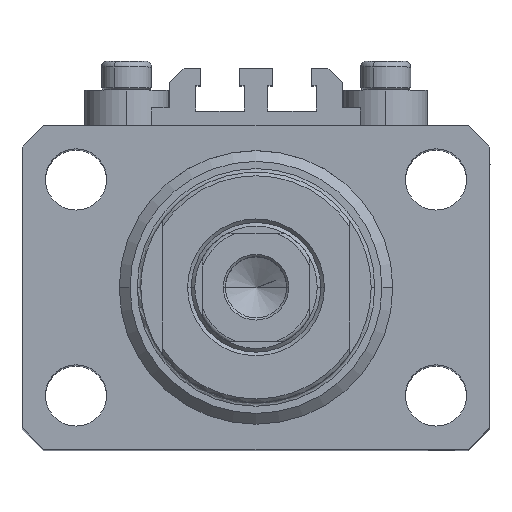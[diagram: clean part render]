
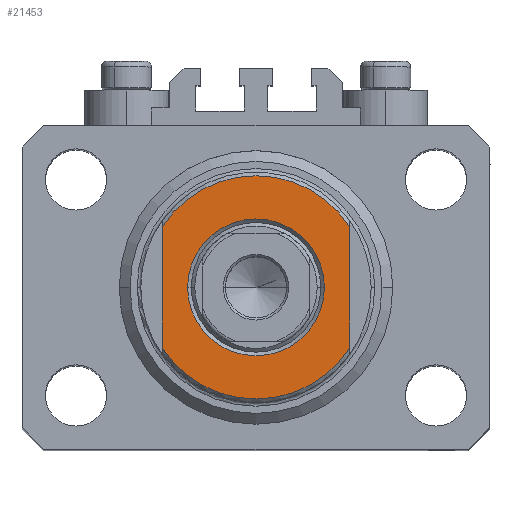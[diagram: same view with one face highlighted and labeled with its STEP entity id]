
A CAD part, top view. The second image highlights one B-rep face of the part: STEP entity #21453.
In plain terms, the highlighted face is planar.
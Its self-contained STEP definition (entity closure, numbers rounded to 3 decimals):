
#517 = EDGE_CURVE ( 'NONE', #38765, #47338, #41383, .T. ) ;
#779 = VERTEX_POINT ( 'NONE', #24343 ) ;
#1277 = CARTESIAN_POINT ( 'NONE',  ( 0., 0., -6.5 ) ) ;
#1810 = DIRECTION ( 'NONE',  ( -1., 0., 0. ) ) ;
#2955 = CARTESIAN_POINT ( 'NONE',  ( -13., 8.441, -6.5 ) ) ;
#2959 = ORIENTED_EDGE ( 'NONE', *, *, #28852, .T. ) ;
#4400 = VERTEX_POINT ( 'NONE', #36508 ) ;
#6340 = EDGE_LOOP ( 'NONE', ( #16906, #19590, #2959, #9749 ) ) ;
#6715 = CARTESIAN_POINT ( 'NONE',  ( 13., 8.441, -6.5 ) ) ;
#7015 = AXIS2_PLACEMENT_3D ( 'NONE', #10017, #13376, #9304 ) ;
#7153 = ORIENTED_EDGE ( 'NONE', *, *, #27301, .T. ) ;
#7428 = DIRECTION ( 'NONE',  ( -1., 0., 0. ) ) ;
#8423 = EDGE_LOOP ( 'NONE', ( #7153, #44668 ) ) ;
#8681 = DIRECTION ( 'NONE',  ( 0., 0., -1. ) ) ;
#8870 = AXIS2_PLACEMENT_3D ( 'NONE', #33268, #36166, #7428 ) ;
#8925 = FACE_BOUND ( 'NONE', #8423, .T. ) ;
#9304 = DIRECTION ( 'NONE',  ( -1., 0., 0. ) ) ;
#9518 = AXIS2_PLACEMENT_3D ( 'NONE', #13123, #20558, #39458 ) ;
#9749 = ORIENTED_EDGE ( 'NONE', *, *, #19727, .F. ) ;
#10017 = CARTESIAN_POINT ( 'NONE',  ( 0., 0., -6.5 ) ) ;
#11047 = EDGE_CURVE ( 'NONE', #779, #34288, #27859, .T. ) ;
#12522 = AXIS2_PLACEMENT_3D ( 'NONE', #1277, #8681, #15874 ) ;
#13123 = CARTESIAN_POINT ( 'NONE',  ( 0., 0., -6.5 ) ) ;
#13376 = DIRECTION ( 'NONE',  ( 0., 0., -1. ) ) ;
#14517 = CARTESIAN_POINT ( 'NONE',  ( -9.5, 0., -6.5 ) ) ;
#14534 = EDGE_CURVE ( 'NONE', #47338, #4400, #23806, .T. ) ;
#14611 = CARTESIAN_POINT ( 'NONE',  ( -13., -43.081, -6.5 ) ) ;
#15874 = DIRECTION ( 'NONE',  ( -1., 0., 0. ) ) ;
#16619 = DIRECTION ( 'NONE',  ( 0., -1., 0. ) ) ;
#16858 = CARTESIAN_POINT ( 'NONE',  ( 13., -43.081, -6.5 ) ) ;
#16906 = ORIENTED_EDGE ( 'NONE', *, *, #517, .T. ) ;
#17974 = DIRECTION ( 'NONE',  ( 0., -1., 0. ) ) ;
#19590 = ORIENTED_EDGE ( 'NONE', *, *, #14534, .T. ) ;
#19727 = EDGE_CURVE ( 'NONE', #38765, #41267, #44056, .T. ) ;
#20558 = DIRECTION ( 'NONE',  ( 0., 0., 1. ) ) ;
#21453 = ADVANCED_FACE ( 'NONE', ( #8925, #34301 ), #45081, .T. ) ;
#23806 = LINE ( 'NONE', #16858, #37109 ) ;
#24343 = CARTESIAN_POINT ( 'NONE',  ( 9.5, 0., -6.5 ) ) ;
#24789 = CARTESIAN_POINT ( 'NONE',  ( 0., 0., -6.5 ) ) ;
#26512 = CIRCLE ( 'NONE', #32617, 15.5 ) ;
#27301 = EDGE_CURVE ( 'NONE', #34288, #779, #38732, .T. ) ;
#27859 = CIRCLE ( 'NONE', #9518, 9.5 ) ;
#28852 = EDGE_CURVE ( 'NONE', #4400, #41267, #26512, .T. ) ;
#32617 = AXIS2_PLACEMENT_3D ( 'NONE', #24789, #42261, #1810 ) ;
#32777 = VECTOR ( 'NONE', #17974, 1000. ) ;
#33268 = CARTESIAN_POINT ( 'NONE',  ( 0., 0., -6.5 ) ) ;
#34288 = VERTEX_POINT ( 'NONE', #14517 ) ;
#34301 = FACE_OUTER_BOUND ( 'NONE', #6340, .T. ) ;
#36166 = DIRECTION ( 'NONE',  ( 0., 0., 1. ) ) ;
#36508 = CARTESIAN_POINT ( 'NONE',  ( 13., -8.441, -6.5 ) ) ;
#37109 = VECTOR ( 'NONE', #16619, 1000. ) ;
#38732 = CIRCLE ( 'NONE', #8870, 9.5 ) ;
#38765 = VERTEX_POINT ( 'NONE', #2955 ) ;
#39458 = DIRECTION ( 'NONE',  ( -1., 0., 0. ) ) ;
#41267 = VERTEX_POINT ( 'NONE', #43051 ) ;
#41383 = CIRCLE ( 'NONE', #7015, 15.5 ) ;
#42261 = DIRECTION ( 'NONE',  ( 0., 0., -1. ) ) ;
#43051 = CARTESIAN_POINT ( 'NONE',  ( -13., -8.441, -6.5 ) ) ;
#44056 = LINE ( 'NONE', #14611, #32777 ) ;
#44668 = ORIENTED_EDGE ( 'NONE', *, *, #11047, .T. ) ;
#45081 = PLANE ( 'NONE',  #12522 ) ;
#47338 = VERTEX_POINT ( 'NONE', #6715 ) ;
